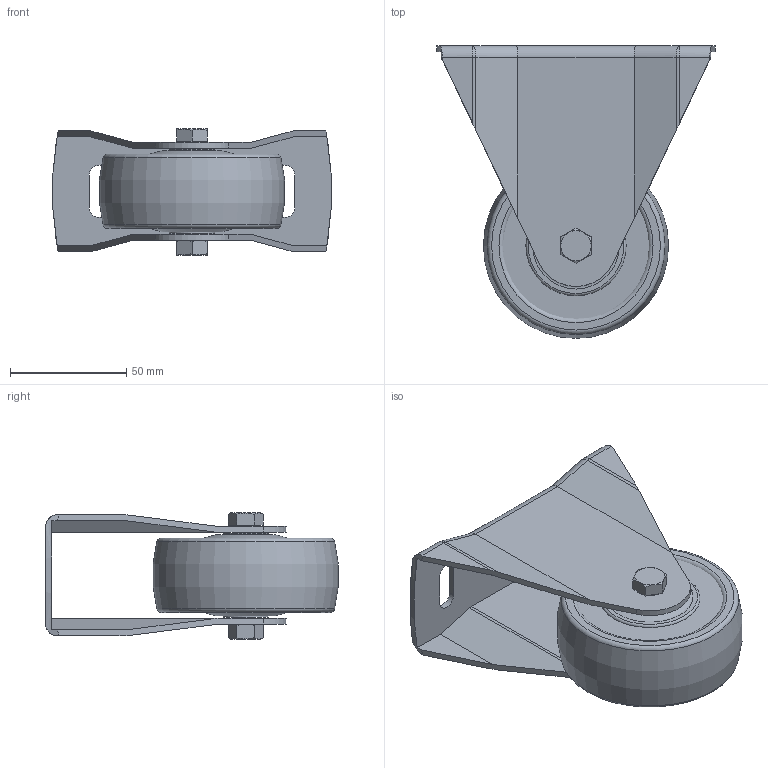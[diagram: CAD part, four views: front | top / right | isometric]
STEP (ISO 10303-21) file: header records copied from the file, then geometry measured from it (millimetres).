
FILE_DESCRIPTION(/* description */ ('STEP AP214'),/* implementation_level */ '2;1');
FILE_NAME(/* name */ '098F100U4045N',/* time_stamp */ '2022-07-20T09:44:16+02:00',/* author */ ('License CC BY-ND 4.0'),/* organization */ ('CADENAS'),/* preprocessor_version */ 'ST-DEVELOPER v18.102',/* originating_system */ 'PARTsolutions',/* authorisation */ ' ');
FILE_SCHEMA (('AUTOMOTIVE_DESIGN {1 0 10303 214 3 1 1}'));
Length unit declared in the file: millimetre
Products named in the file (6): 098F100U4045N; 098F100U4045Nnut; 098F100U4045Nsc; 098F100U4045N fath_solid_rubber_black p3; 098F100U4045N fath_plastic_pa_gray_ral_7001 p2; 098F100U4045Np1
Assembly tree (5 placements, depth 2):
  098F100U4045N
    098F100U4045Nnut
    098F100U4045Nsc
    098F100U4045N fath_solid_rubber_black p3
    098F100U4045N fath_plastic_pa_gray_ral_7001 p2
    098F100U4045Np1
Bounding box: 119.64 x 125.8 x 54.2 mm (x, y, z)
Volume: 186382.7 mm3; surface area: 82211.2 mm2
Topology: 5 solids, 5 shells, 156 faces, 347 edges, 211 vertices
Faces by surface type: plane 64, cylinder 42, cone 31, torus 15, sphere 4
Full cylindrical faces by diameter (mm): 6.647 x1, 8 x2, 8.2 x3, 8.5 x1, 8.6 x2, 12.5 x1, 19.5 x2, 38 x2, 39 x2
Entity records: 4224 total; most frequent: CARTESIAN_POINT 788, DIRECTION 710, ORIENTED_EDGE 590, EDGE_CURVE 295, AXIS2_PLACEMENT_3D 293, EDGE_LOOP 228, FACE_BOUND 228, VERTEX_POINT 207
